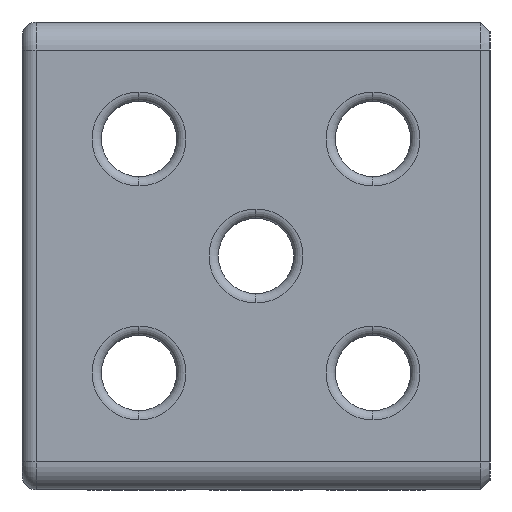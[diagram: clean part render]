
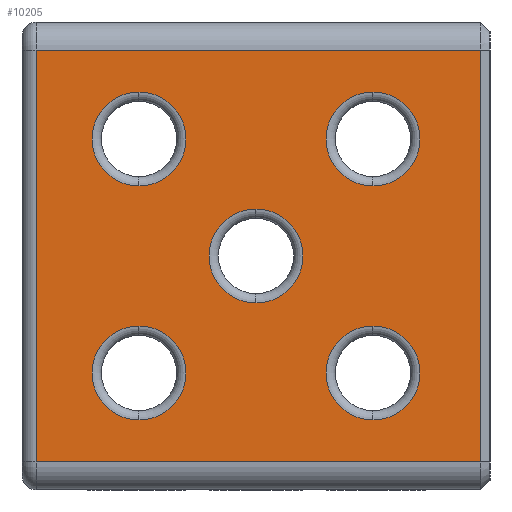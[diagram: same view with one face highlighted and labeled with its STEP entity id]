
A CAD part, left-side view. The second image highlights one B-rep face of the part: STEP entity #10205.
In plain terms, the highlighted planar face has unit normal (-1, 0, 0).
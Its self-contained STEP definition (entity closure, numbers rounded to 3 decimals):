
#582 = EDGE_LOOP ( 'NONE', ( #10484, #37924 ) ) ;
#664 = DIRECTION ( 'NONE',  ( 0., 0., 1. ) ) ;
#746 = CIRCLE ( 'NONE', #37287, 10.04 ) ;
#1186 = DIRECTION ( 'NONE',  ( 1., 0., 0. ) ) ;
#1324 = DIRECTION ( 'NONE',  ( 0., 0., 1. ) ) ;
#1504 = CARTESIAN_POINT ( 'NONE',  ( -750., -98., -44. ) ) ;
#1807 = DIRECTION ( 'NONE',  ( -1., 0., 0. ) ) ;
#2704 = VERTEX_POINT ( 'NONE', #27605 ) ;
#3583 = EDGE_CURVE ( 'NONE', #26869, #42235, #44881, .T. ) ;
#4109 = AXIS2_PLACEMENT_3D ( 'NONE', #25375, #1807, #29323 ) ;
#4260 = EDGE_LOOP ( 'NONE', ( #41600, #27150 ) ) ;
#4442 = PLANE ( 'NONE',  #7448 ) ;
#4560 = CARTESIAN_POINT ( 'NONE',  ( -750., -75., -25. ) ) ;
#4618 = VERTEX_POINT ( 'NONE', #44948 ) ;
#4915 = VECTOR ( 'NONE', #7164, 1000. ) ;
#4941 = EDGE_CURVE ( 'NONE', #10241, #15660, #12718, .T. ) ;
#5019 = DIRECTION ( 'NONE',  ( 1., 0., 0. ) ) ;
#5354 = CARTESIAN_POINT ( 'NONE',  ( -750., -50., 10.04 ) ) ;
#5430 = DIRECTION ( 'NONE',  ( 1., 0., 0. ) ) ;
#6698 = EDGE_CURVE ( 'NONE', #42493, #2704, #13866, .T. ) ;
#6819 = ORIENTED_EDGE ( 'NONE', *, *, #32813, .T. ) ;
#6914 = CARTESIAN_POINT ( 'NONE',  ( -750., -25., -25. ) ) ;
#7164 = DIRECTION ( 'NONE',  ( 0., 0., -1. ) ) ;
#7440 = ORIENTED_EDGE ( 'NONE', *, *, #45542, .F. ) ;
#7448 = AXIS2_PLACEMENT_3D ( 'NONE', #39899, #24207, #664 ) ;
#7655 = CIRCLE ( 'NONE', #46906, 10.04 ) ;
#8557 = DIRECTION ( 'NONE',  ( 0., 0., 1. ) ) ;
#9148 = EDGE_CURVE ( 'NONE', #2704, #42493, #20306, .T. ) ;
#9957 = AXIS2_PLACEMENT_3D ( 'NONE', #6914, #34401, #10873 ) ;
#10205 = ADVANCED_FACE ( 'NONE', ( #45508, #36204, #20202, #25720, #34971, #24490 ), #4442, .T. ) ;
#10241 = VERTEX_POINT ( 'NONE', #40225 ) ;
#10267 = VERTEX_POINT ( 'NONE', #24711 ) ;
#10344 = ORIENTED_EDGE ( 'NONE', *, *, #18956, .T. ) ;
#10484 = ORIENTED_EDGE ( 'NONE', *, *, #9148, .T. ) ;
#10798 = CARTESIAN_POINT ( 'NONE',  ( -750., -25., 25. ) ) ;
#10873 = DIRECTION ( 'NONE',  ( 0., 0., 1. ) ) ;
#10911 = EDGE_LOOP ( 'NONE', ( #23022, #10344 ) ) ;
#10951 = EDGE_LOOP ( 'NONE', ( #44075, #7440 ) ) ;
#11449 = CARTESIAN_POINT ( 'NONE',  ( -750., -25., -35.04 ) ) ;
#11867 = DIRECTION ( 'NONE',  ( 0., -1., 0. ) ) ;
#12490 = DIRECTION ( 'NONE',  ( 0., -1., 0. ) ) ;
#12718 = LINE ( 'NONE', #35406, #50855 ) ;
#12927 = DIRECTION ( 'NONE',  ( -1., 0., 0. ) ) ;
#13028 = CARTESIAN_POINT ( 'NONE',  ( -750., -75., 25. ) ) ;
#13866 = CIRCLE ( 'NONE', #9957, 10.04 ) ;
#14740 = DIRECTION ( 'NONE',  ( 0., 0., -1. ) ) ;
#14945 = CARTESIAN_POINT ( 'NONE',  ( -750., -98., 44. ) ) ;
#15660 = VERTEX_POINT ( 'NONE', #14945 ) ;
#16537 = CIRCLE ( 'NONE', #4109, 10.04 ) ;
#16538 = EDGE_CURVE ( 'NONE', #4618, #29923, #19101, .T. ) ;
#16961 = DIRECTION ( 'NONE',  ( 0., 0., -1. ) ) ;
#17188 = CIRCLE ( 'NONE', #43489, 10.04 ) ;
#17241 = AXIS2_PLACEMENT_3D ( 'NONE', #36464, #12927, #40418 ) ;
#17456 = LINE ( 'NONE', #24307, #37146 ) ;
#17500 = ORIENTED_EDGE ( 'NONE', *, *, #43286, .T. ) ;
#18817 = CARTESIAN_POINT ( 'NONE',  ( -750., -3., 0. ) ) ;
#18956 = EDGE_CURVE ( 'NONE', #25641, #22392, #19784, .T. ) ;
#19101 = CIRCLE ( 'NONE', #50226, 10.04 ) ;
#19184 = CARTESIAN_POINT ( 'NONE',  ( -750., -50., -10.04 ) ) ;
#19289 = VECTOR ( 'NONE', #48522, 1000. ) ;
#19784 = CIRCLE ( 'NONE', #47267, 10.04 ) ;
#20202 = FACE_BOUND ( 'NONE', #32443, .T. ) ;
#20306 = CIRCLE ( 'NONE', #25475, 10.04 ) ;
#20746 = EDGE_CURVE ( 'NONE', #21048, #21510, #16537, .T. ) ;
#20956 = CARTESIAN_POINT ( 'NONE',  ( -750., -98., 0. ) ) ;
#21048 = VERTEX_POINT ( 'NONE', #49902 ) ;
#21510 = VERTEX_POINT ( 'NONE', #41055 ) ;
#22208 = ORIENTED_EDGE ( 'NONE', *, *, #4941, .F. ) ;
#22392 = VERTEX_POINT ( 'NONE', #5354 ) ;
#23022 = ORIENTED_EDGE ( 'NONE', *, *, #24656, .T. ) ;
#24207 = DIRECTION ( 'NONE',  ( -1., 0., 0. ) ) ;
#24307 = CARTESIAN_POINT ( 'NONE',  ( -750., -12., -44. ) ) ;
#24490 = FACE_BOUND ( 'NONE', #10951, .T. ) ;
#24656 = EDGE_CURVE ( 'NONE', #22392, #25641, #746, .T. ) ;
#24711 = CARTESIAN_POINT ( 'NONE',  ( -750., -3., -44. ) ) ;
#24736 = CARTESIAN_POINT ( 'NONE',  ( -750., -75., -25. ) ) ;
#24875 = DIRECTION ( 'NONE',  ( 1., 0., 0. ) ) ;
#25375 = CARTESIAN_POINT ( 'NONE',  ( -750., -25., 25. ) ) ;
#25475 = AXIS2_PLACEMENT_3D ( 'NONE', #28951, #5430, #32933 ) ;
#25641 = VERTEX_POINT ( 'NONE', #19184 ) ;
#25720 = FACE_BOUND ( 'NONE', #582, .T. ) ;
#26869 = VERTEX_POINT ( 'NONE', #33942 ) ;
#27150 = ORIENTED_EDGE ( 'NONE', *, *, #3583, .F. ) ;
#27605 = CARTESIAN_POINT ( 'NONE',  ( -750., -25., -14.96 ) ) ;
#28556 = CARTESIAN_POINT ( 'NONE',  ( -750., -50., 0. ) ) ;
#28684 = DIRECTION ( 'NONE',  ( 0., 0., 1. ) ) ;
#28951 = CARTESIAN_POINT ( 'NONE',  ( -750., -25., -25. ) ) ;
#29323 = DIRECTION ( 'NONE',  ( 0., 0., -1. ) ) ;
#29739 = LINE ( 'NONE', #20956, #19289 ) ;
#29923 = VERTEX_POINT ( 'NONE', #41061 ) ;
#31806 = EDGE_LOOP ( 'NONE', ( #22208, #40993, #50941, #6819 ) ) ;
#32061 = DIRECTION ( 'NONE',  ( 1., 0., 0. ) ) ;
#32443 = EDGE_LOOP ( 'NONE', ( #36192, #17500 ) ) ;
#32535 = DIRECTION ( 'NONE',  ( 0., 0., 1. ) ) ;
#32813 = EDGE_CURVE ( 'NONE', #32860, #15660, #29739, .T. ) ;
#32860 = VERTEX_POINT ( 'NONE', #1504 ) ;
#32933 = DIRECTION ( 'NONE',  ( 0., 0., 1. ) ) ;
#33942 = CARTESIAN_POINT ( 'NONE',  ( -750., -75., 35.04 ) ) ;
#34401 = DIRECTION ( 'NONE',  ( 1., 0., 0. ) ) ;
#34971 = FACE_BOUND ( 'NONE', #4260, .T. ) ;
#35406 = CARTESIAN_POINT ( 'NONE',  ( -750., -12., 44. ) ) ;
#36192 = ORIENTED_EDGE ( 'NONE', *, *, #16538, .T. ) ;
#36204 = FACE_BOUND ( 'NONE', #10911, .T. ) ;
#36464 = CARTESIAN_POINT ( 'NONE',  ( -750., -75., 25. ) ) ;
#37087 = CARTESIAN_POINT ( 'NONE',  ( -750., -75., 14.96 ) ) ;
#37146 = VECTOR ( 'NONE', #12490, 1000. ) ;
#37287 = AXIS2_PLACEMENT_3D ( 'NONE', #28556, #5019, #32535 ) ;
#37924 = ORIENTED_EDGE ( 'NONE', *, *, #6698, .T. ) ;
#38287 = DIRECTION ( 'NONE',  ( -1., 0., 0. ) ) ;
#39899 = CARTESIAN_POINT ( 'NONE',  ( -750., -12., 0. ) ) ;
#40181 = EDGE_CURVE ( 'NONE', #42235, #26869, #50651, .T. ) ;
#40225 = CARTESIAN_POINT ( 'NONE',  ( -750., -3., 44. ) ) ;
#40418 = DIRECTION ( 'NONE',  ( 0., 0., -1. ) ) ;
#40537 = DIRECTION ( 'NONE',  ( -1., 0., 0. ) ) ;
#40993 = ORIENTED_EDGE ( 'NONE', *, *, #47927, .T. ) ;
#41055 = CARTESIAN_POINT ( 'NONE',  ( -750., -25., 35.04 ) ) ;
#41061 = CARTESIAN_POINT ( 'NONE',  ( -750., -75., -35.04 ) ) ;
#41600 = ORIENTED_EDGE ( 'NONE', *, *, #40181, .F. ) ;
#41657 = AXIS2_PLACEMENT_3D ( 'NONE', #13028, #40537, #16961 ) ;
#42235 = VERTEX_POINT ( 'NONE', #37087 ) ;
#42493 = VERTEX_POINT ( 'NONE', #11449 ) ;
#43286 = EDGE_CURVE ( 'NONE', #29923, #4618, #17188, .T. ) ;
#43489 = AXIS2_PLACEMENT_3D ( 'NONE', #24736, #1186, #28684 ) ;
#44075 = ORIENTED_EDGE ( 'NONE', *, *, #20746, .F. ) ;
#44881 = CIRCLE ( 'NONE', #17241, 10.04 ) ;
#44948 = CARTESIAN_POINT ( 'NONE',  ( -750., -75., -14.96 ) ) ;
#45508 = FACE_OUTER_BOUND ( 'NONE', #31806, .T. ) ;
#45542 = EDGE_CURVE ( 'NONE', #21510, #21048, #7655, .T. ) ;
#45782 = EDGE_CURVE ( 'NONE', #10267, #32860, #17456, .T. ) ;
#46836 = LINE ( 'NONE', #18817, #4915 ) ;
#46906 = AXIS2_PLACEMENT_3D ( 'NONE', #10798, #38287, #14740 ) ;
#47267 = AXIS2_PLACEMENT_3D ( 'NONE', #48506, #24875, #1324 ) ;
#47927 = EDGE_CURVE ( 'NONE', #10241, #10267, #46836, .T. ) ;
#48506 = CARTESIAN_POINT ( 'NONE',  ( -750., -50., 0. ) ) ;
#48522 = DIRECTION ( 'NONE',  ( 0., 0., 1. ) ) ;
#49902 = CARTESIAN_POINT ( 'NONE',  ( -750., -25., 14.96 ) ) ;
#50226 = AXIS2_PLACEMENT_3D ( 'NONE', #4560, #32061, #8557 ) ;
#50651 = CIRCLE ( 'NONE', #41657, 10.04 ) ;
#50855 = VECTOR ( 'NONE', #11867, 1000. ) ;
#50941 = ORIENTED_EDGE ( 'NONE', *, *, #45782, .T. ) ;
